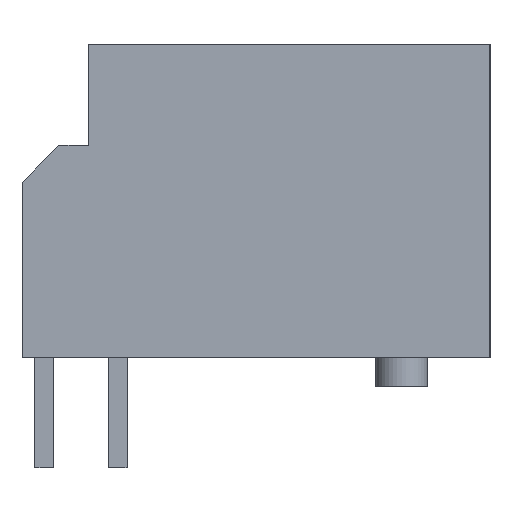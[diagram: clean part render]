
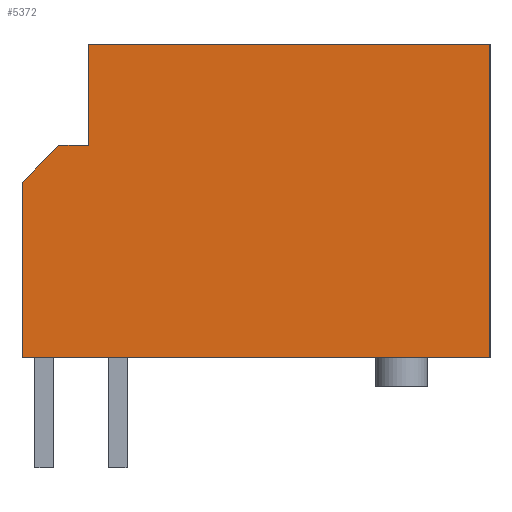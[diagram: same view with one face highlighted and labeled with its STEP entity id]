
A CAD part, left-side view. The second image highlights one B-rep face of the part: STEP entity #5372.
In plain terms, the highlighted planar face has unit normal (-1, 0, 0).
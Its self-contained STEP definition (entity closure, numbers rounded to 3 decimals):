
#1963 = PLANE('',#1964);
#1964 = AXIS2_PLACEMENT_3D('',#1965,#1966,#1967);
#1965 = CARTESIAN_POINT('',(-2.,-12.1,8.5));
#1966 = DIRECTION('',(0.,1.,0.));
#1967 = DIRECTION('',(0.,0.,-1.));
#4891 = VERTEX_POINT('',#4892);
#4892 = CARTESIAN_POINT('',(-2.,-12.1,8.5));
#4906 = PLANE('',#4907);
#4907 = AXIS2_PLACEMENT_3D('',#4908,#4909,#4910);
#4908 = CARTESIAN_POINT('',(-2.,-12.1,8.5));
#4909 = DIRECTION('',(0.,0.,-1.));
#4910 = DIRECTION('',(0.,-1.,0.));
#4918 = EDGE_CURVE('',#4919,#4891,#4921,.T.);
#4919 = VERTEX_POINT('',#4920);
#4920 = CARTESIAN_POINT('',(-2.,-12.1,0.));
#4921 = SURFACE_CURVE('',#4922,(#4926,#4933),.PCURVE_S1.);
#4922 = LINE('',#4923,#4924);
#4923 = CARTESIAN_POINT('',(-2.,-12.1,8.5));
#4924 = VECTOR('',#4925,1.);
#4925 = DIRECTION('',(0.,0.,1.));
#4926 = PCURVE('',#1963,#4927);
#4927 = DEFINITIONAL_REPRESENTATION('',(#4928),#4932);
#4928 = LINE('',#4929,#4930);
#4929 = CARTESIAN_POINT('',(0.,0.));
#4930 = VECTOR('',#4931,1.);
#4931 = DIRECTION('',(-1.,0.));
#4932 = ( GEOMETRIC_REPRESENTATION_CONTEXT(2) 
PARAMETRIC_REPRESENTATION_CONTEXT() REPRESENTATION_CONTEXT('2D SPACE',''
  ) );
#4933 = PCURVE('',#4934,#4939);
#4934 = PLANE('',#4935);
#4935 = AXIS2_PLACEMENT_3D('',#4936,#4937,#4938);
#4936 = CARTESIAN_POINT('',(-2.,0.6,8.5));
#4937 = DIRECTION('',(-1.,0.,0.));
#4938 = DIRECTION('',(0.,0.,-1.));
#4939 = DEFINITIONAL_REPRESENTATION('',(#4940),#4944);
#4940 = LINE('',#4941,#4942);
#4941 = CARTESIAN_POINT('',(0.,12.7));
#4942 = VECTOR('',#4943,1.);
#4943 = DIRECTION('',(-1.,0.));
#4944 = ( GEOMETRIC_REPRESENTATION_CONTEXT(2) 
PARAMETRIC_REPRESENTATION_CONTEXT() REPRESENTATION_CONTEXT('2D SPACE',''
  ) );
#4962 = PLANE('',#4963);
#4963 = AXIS2_PLACEMENT_3D('',#4964,#4965,#4966);
#4964 = CARTESIAN_POINT('',(-2.,-12.1,0.));
#4965 = DIRECTION('',(0.,0.,1.));
#4966 = DIRECTION('',(0.,1.,0.));
#5372 = ADVANCED_FACE('',(#5373),#4934,.T.);
#5373 = FACE_BOUND('',#5374,.T.);
#5374 = EDGE_LOOP('',(#5375,#5398,#5426,#5454,#5482,#5510,#5531));
#5375 = ORIENTED_EDGE('',*,*,#5376,.T.);
#5376 = EDGE_CURVE('',#4891,#5377,#5379,.T.);
#5377 = VERTEX_POINT('',#5378);
#5378 = CARTESIAN_POINT('',(-2.,-1.2,8.5));
#5379 = SURFACE_CURVE('',#5380,(#5384,#5391),.PCURVE_S1.);
#5380 = LINE('',#5381,#5382);
#5381 = CARTESIAN_POINT('',(-2.,-12.1,8.5));
#5382 = VECTOR('',#5383,1.);
#5383 = DIRECTION('',(0.,1.,0.));
#5384 = PCURVE('',#4934,#5385);
#5385 = DEFINITIONAL_REPRESENTATION('',(#5386),#5390);
#5386 = LINE('',#5387,#5388);
#5387 = CARTESIAN_POINT('',(0.,12.7));
#5388 = VECTOR('',#5389,1.);
#5389 = DIRECTION('',(0.,-1.));
#5390 = ( GEOMETRIC_REPRESENTATION_CONTEXT(2) 
PARAMETRIC_REPRESENTATION_CONTEXT() REPRESENTATION_CONTEXT('2D SPACE',''
  ) );
#5391 = PCURVE('',#4906,#5392);
#5392 = DEFINITIONAL_REPRESENTATION('',(#5393),#5397);
#5393 = LINE('',#5394,#5395);
#5394 = CARTESIAN_POINT('',(0.,0.));
#5395 = VECTOR('',#5396,1.);
#5396 = DIRECTION('',(-1.,0.));
#5397 = ( GEOMETRIC_REPRESENTATION_CONTEXT(2) 
PARAMETRIC_REPRESENTATION_CONTEXT() REPRESENTATION_CONTEXT('2D SPACE',''
  ) );
#5398 = ORIENTED_EDGE('',*,*,#5399,.T.);
#5399 = EDGE_CURVE('',#5377,#5400,#5402,.T.);
#5400 = VERTEX_POINT('',#5401);
#5401 = CARTESIAN_POINT('',(-2.,-1.2,5.75));
#5402 = SURFACE_CURVE('',#5403,(#5407,#5414),.PCURVE_S1.);
#5403 = LINE('',#5404,#5405);
#5404 = CARTESIAN_POINT('',(-2.,-1.2,5.75));
#5405 = VECTOR('',#5406,1.);
#5406 = DIRECTION('',(0.,0.,-1.));
#5407 = PCURVE('',#4934,#5408);
#5408 = DEFINITIONAL_REPRESENTATION('',(#5409),#5413);
#5409 = LINE('',#5410,#5411);
#5410 = CARTESIAN_POINT('',(2.75,1.8));
#5411 = VECTOR('',#5412,1.);
#5412 = DIRECTION('',(1.,0.));
#5413 = ( GEOMETRIC_REPRESENTATION_CONTEXT(2) 
PARAMETRIC_REPRESENTATION_CONTEXT() REPRESENTATION_CONTEXT('2D SPACE',''
  ) );
#5414 = PCURVE('',#5415,#5420);
#5415 = PLANE('',#5416);
#5416 = AXIS2_PLACEMENT_3D('',#5417,#5418,#5419);
#5417 = CARTESIAN_POINT('',(-2.,-1.2,5.75));
#5418 = DIRECTION('',(0.,-1.,0.));
#5419 = DIRECTION('',(0.,0.,1.));
#5420 = DEFINITIONAL_REPRESENTATION('',(#5421),#5425);
#5421 = LINE('',#5422,#5423);
#5422 = CARTESIAN_POINT('',(0.,0.));
#5423 = VECTOR('',#5424,1.);
#5424 = DIRECTION('',(-1.,0.));
#5425 = ( GEOMETRIC_REPRESENTATION_CONTEXT(2) 
PARAMETRIC_REPRESENTATION_CONTEXT() REPRESENTATION_CONTEXT('2D SPACE',''
  ) );
#5426 = ORIENTED_EDGE('',*,*,#5427,.T.);
#5427 = EDGE_CURVE('',#5400,#5428,#5430,.T.);
#5428 = VERTEX_POINT('',#5429);
#5429 = CARTESIAN_POINT('',(-2.,-0.4,5.75));
#5430 = SURFACE_CURVE('',#5431,(#5435,#5442),.PCURVE_S1.);
#5431 = LINE('',#5432,#5433);
#5432 = CARTESIAN_POINT('',(-2.,-0.4,5.75));
#5433 = VECTOR('',#5434,1.);
#5434 = DIRECTION('',(0.,1.,0.));
#5435 = PCURVE('',#4934,#5436);
#5436 = DEFINITIONAL_REPRESENTATION('',(#5437),#5441);
#5437 = LINE('',#5438,#5439);
#5438 = CARTESIAN_POINT('',(2.75,1.));
#5439 = VECTOR('',#5440,1.);
#5440 = DIRECTION('',(0.,-1.));
#5441 = ( GEOMETRIC_REPRESENTATION_CONTEXT(2) 
PARAMETRIC_REPRESENTATION_CONTEXT() REPRESENTATION_CONTEXT('2D SPACE',''
  ) );
#5442 = PCURVE('',#5443,#5448);
#5443 = PLANE('',#5444);
#5444 = AXIS2_PLACEMENT_3D('',#5445,#5446,#5447);
#5445 = CARTESIAN_POINT('',(-2.,-0.4,5.75));
#5446 = DIRECTION('',(0.,0.,-1.));
#5447 = DIRECTION('',(0.,-1.,0.));
#5448 = DEFINITIONAL_REPRESENTATION('',(#5449),#5453);
#5449 = LINE('',#5450,#5451);
#5450 = CARTESIAN_POINT('',(0.,0.));
#5451 = VECTOR('',#5452,1.);
#5452 = DIRECTION('',(-1.,0.));
#5453 = ( GEOMETRIC_REPRESENTATION_CONTEXT(2) 
PARAMETRIC_REPRESENTATION_CONTEXT() REPRESENTATION_CONTEXT('2D SPACE',''
  ) );
#5454 = ORIENTED_EDGE('',*,*,#5455,.T.);
#5455 = EDGE_CURVE('',#5428,#5456,#5458,.T.);
#5456 = VERTEX_POINT('',#5457);
#5457 = CARTESIAN_POINT('',(-2.,0.6,4.75));
#5458 = SURFACE_CURVE('',#5459,(#5463,#5470),.PCURVE_S1.);
#5459 = LINE('',#5460,#5461);
#5460 = CARTESIAN_POINT('',(-2.,0.6,4.75));
#5461 = VECTOR('',#5462,1.);
#5462 = DIRECTION('',(0.,0.707,
    -0.707));
#5463 = PCURVE('',#4934,#5464);
#5464 = DEFINITIONAL_REPRESENTATION('',(#5465),#5469);
#5465 = LINE('',#5466,#5467);
#5466 = CARTESIAN_POINT('',(3.75,0.));
#5467 = VECTOR('',#5468,1.);
#5468 = DIRECTION('',(0.707,-0.707));
#5469 = ( GEOMETRIC_REPRESENTATION_CONTEXT(2) 
PARAMETRIC_REPRESENTATION_CONTEXT() REPRESENTATION_CONTEXT('2D SPACE',''
  ) );
#5470 = PCURVE('',#5471,#5476);
#5471 = PLANE('',#5472);
#5472 = AXIS2_PLACEMENT_3D('',#5473,#5474,#5475);
#5473 = CARTESIAN_POINT('',(-2.,0.6,4.75));
#5474 = DIRECTION('',(0.,-0.707,
    -0.707));
#5475 = DIRECTION('',(0.,-0.707,0.707
    ));
#5476 = DEFINITIONAL_REPRESENTATION('',(#5477),#5481);
#5477 = LINE('',#5478,#5479);
#5478 = CARTESIAN_POINT('',(0.,0.));
#5479 = VECTOR('',#5480,1.);
#5480 = DIRECTION('',(-1.,0.));
#5481 = ( GEOMETRIC_REPRESENTATION_CONTEXT(2) 
PARAMETRIC_REPRESENTATION_CONTEXT() REPRESENTATION_CONTEXT('2D SPACE',''
  ) );
#5482 = ORIENTED_EDGE('',*,*,#5483,.T.);
#5483 = EDGE_CURVE('',#5456,#5484,#5486,.T.);
#5484 = VERTEX_POINT('',#5485);
#5485 = CARTESIAN_POINT('',(-2.,0.6,0.));
#5486 = SURFACE_CURVE('',#5487,(#5491,#5498),.PCURVE_S1.);
#5487 = LINE('',#5488,#5489);
#5488 = CARTESIAN_POINT('',(-2.,0.6,4.75));
#5489 = VECTOR('',#5490,1.);
#5490 = DIRECTION('',(0.,0.,-1.));
#5491 = PCURVE('',#4934,#5492);
#5492 = DEFINITIONAL_REPRESENTATION('',(#5493),#5497);
#5493 = LINE('',#5494,#5495);
#5494 = CARTESIAN_POINT('',(3.75,0.));
#5495 = VECTOR('',#5496,1.);
#5496 = DIRECTION('',(1.,0.));
#5497 = ( GEOMETRIC_REPRESENTATION_CONTEXT(2) 
PARAMETRIC_REPRESENTATION_CONTEXT() REPRESENTATION_CONTEXT('2D SPACE',''
  ) );
#5498 = PCURVE('',#5499,#5504);
#5499 = PLANE('',#5500);
#5500 = AXIS2_PLACEMENT_3D('',#5501,#5502,#5503);
#5501 = CARTESIAN_POINT('',(-2.,0.6,4.75));
#5502 = DIRECTION('',(0.,-1.,0.));
#5503 = DIRECTION('',(0.,0.,1.));
#5504 = DEFINITIONAL_REPRESENTATION('',(#5505),#5509);
#5505 = LINE('',#5506,#5507);
#5506 = CARTESIAN_POINT('',(0.,0.));
#5507 = VECTOR('',#5508,1.);
#5508 = DIRECTION('',(-1.,0.));
#5509 = ( GEOMETRIC_REPRESENTATION_CONTEXT(2) 
PARAMETRIC_REPRESENTATION_CONTEXT() REPRESENTATION_CONTEXT('2D SPACE',''
  ) );
#5510 = ORIENTED_EDGE('',*,*,#5511,.T.);
#5511 = EDGE_CURVE('',#5484,#4919,#5512,.T.);
#5512 = SURFACE_CURVE('',#5513,(#5517,#5524),.PCURVE_S1.);
#5513 = LINE('',#5514,#5515);
#5514 = CARTESIAN_POINT('',(-2.,-12.1,0.));
#5515 = VECTOR('',#5516,1.);
#5516 = DIRECTION('',(0.,-1.,0.));
#5517 = PCURVE('',#4934,#5518);
#5518 = DEFINITIONAL_REPRESENTATION('',(#5519),#5523);
#5519 = LINE('',#5520,#5521);
#5520 = CARTESIAN_POINT('',(8.5,12.7));
#5521 = VECTOR('',#5522,1.);
#5522 = DIRECTION('',(0.,1.));
#5523 = ( GEOMETRIC_REPRESENTATION_CONTEXT(2) 
PARAMETRIC_REPRESENTATION_CONTEXT() REPRESENTATION_CONTEXT('2D SPACE',''
  ) );
#5524 = PCURVE('',#4962,#5525);
#5525 = DEFINITIONAL_REPRESENTATION('',(#5526),#5530);
#5526 = LINE('',#5527,#5528);
#5527 = CARTESIAN_POINT('',(0.,0.));
#5528 = VECTOR('',#5529,1.);
#5529 = DIRECTION('',(-1.,0.));
#5530 = ( GEOMETRIC_REPRESENTATION_CONTEXT(2) 
PARAMETRIC_REPRESENTATION_CONTEXT() REPRESENTATION_CONTEXT('2D SPACE',''
  ) );
#5531 = ORIENTED_EDGE('',*,*,#4918,.T.);
